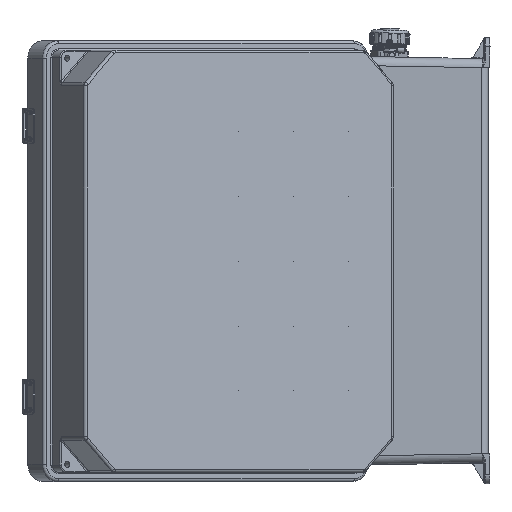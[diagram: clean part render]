
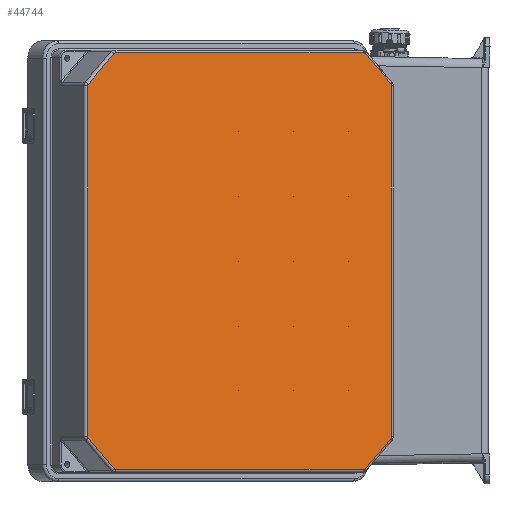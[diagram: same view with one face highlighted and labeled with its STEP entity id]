
A CAD part, left-side view. The second image highlights one B-rep face of the part: STEP entity #44744.
In plain terms, the highlighted face is planar.
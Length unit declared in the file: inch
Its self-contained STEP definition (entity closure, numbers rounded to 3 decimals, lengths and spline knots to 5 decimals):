
#343 = VECTOR ( 'NONE', #64572, 39.37008 ) ;
#509 = DIRECTION ( 'NONE',  ( 0., -1., 0. ) ) ;
#2859 = ORIENTED_EDGE ( 'NONE', *, *, #46950, .F. ) ;
#2936 = CARTESIAN_POINT ( 'NONE',  ( 5.09763, 3.24803, -0.42126 ) ) ;
#3436 = CARTESIAN_POINT ( 'NONE',  ( -5.09763, 3.24803, -14.8937 ) ) ;
#3789 = DIRECTION ( 'NONE',  ( 0., 0., -1. ) ) ;
#3848 = ORIENTED_EDGE ( 'NONE', *, *, #56439, .T. ) ;
#4404 = EDGE_CURVE ( 'NONE', #14564, #26159, #63674, .T. ) ;
#4743 = CARTESIAN_POINT ( 'NONE',  ( 5.09763, 3.24803, -0.5 ) ) ;
#4875 = VECTOR ( 'NONE', #54262, 39.37008 ) ;
#6034 = VECTOR ( 'NONE', #51123, 39.37008 ) ;
#6278 = EDGE_CURVE ( 'NONE', #49450, #17647, #32722, .T. ) ;
#6306 = VERTEX_POINT ( 'NONE', #11218 ) ;
#6384 = CARTESIAN_POINT ( 'NONE',  ( -5.1533, 3.24803, -0.44432 ) ) ;
#7224 = CARTESIAN_POINT ( 'NONE',  ( -6.21316, 3.24803, -13.81078 ) ) ;
#7369 = EDGE_CURVE ( 'NONE', #65174, #45487, #27070, .T. ) ;
#7595 = ORIENTED_EDGE ( 'NONE', *, *, #27042, .T. ) ;
#7940 = DIRECTION ( 'NONE',  ( 0.707, 0., -0.707 ) ) ;
#8060 = VECTOR ( 'NONE', #29438, 39.37008 ) ;
#8094 = EDGE_CURVE ( 'NONE', #49446, #36696, #18335, .T. ) ;
#8228 = VERTEX_POINT ( 'NONE', #63251 ) ;
#8854 = DIRECTION ( 'NONE',  ( 0., 1., 0. ) ) ;
#8900 = DIRECTION ( 'NONE',  ( 1., 0., 0. ) ) ;
#9808 = DIRECTION ( 'NONE',  ( 0., 0., 1. ) ) ;
#11218 = CARTESIAN_POINT ( 'NONE',  ( -6.23622, 3.24803, -13.75511 ) ) ;
#12387 = CIRCLE ( 'NONE', #36263, 0.07874 ) ;
#13189 = DIRECTION ( 'NONE',  ( 0., 1., 0. ) ) ;
#13196 = VECTOR ( 'NONE', #7940, 39.37008 ) ;
#13625 = AXIS2_PLACEMENT_3D ( 'NONE', #23555, #58669, #28582 ) ;
#14243 = CARTESIAN_POINT ( 'NONE',  ( 5.09763, 3.24803, -14.81496 ) ) ;
#14564 = VERTEX_POINT ( 'NONE', #60222 ) ;
#14810 = DIRECTION ( 'NONE',  ( 0., 1., 0. ) ) ;
#15734 = EDGE_CURVE ( 'NONE', #15762, #42553, #29659, .T. ) ;
#15762 = VERTEX_POINT ( 'NONE', #29407 ) ;
#15776 = AXIS2_PLACEMENT_3D ( 'NONE', #64000, #33878, #3789 ) ;
#16647 = EDGE_CURVE ( 'NONE', #49446, #65174, #29608, .T. ) ;
#17585 = EDGE_CURVE ( 'NONE', #26159, #6306, #49055, .T. ) ;
#17647 = VERTEX_POINT ( 'NONE', #34479 ) ;
#18118 = CARTESIAN_POINT ( 'NONE',  ( 6.23622, 3.24803, -1.55985 ) ) ;
#18335 = LINE ( 'NONE', #51787, #56821 ) ;
#19316 = DIRECTION ( 'NONE',  ( 0., 0., -1. ) ) ;
#19914 = AXIS2_PLACEMENT_3D ( 'NONE', #14243, #49341, #19316 ) ;
#21110 = CARTESIAN_POINT ( 'NONE',  ( 6.23622, 3.24803, -7.65748 ) ) ;
#21161 = ORIENTED_EDGE ( 'NONE', *, *, #7369, .F. ) ;
#21973 = AXIS2_PLACEMENT_3D ( 'NONE', #49488, #24274, #59648 ) ;
#22617 = ORIENTED_EDGE ( 'NONE', *, *, #51511, .T. ) ;
#22980 = LINE ( 'NONE', #58858, #8060 ) ;
#23310 = VERTEX_POINT ( 'NONE', #53122 ) ;
#23555 = CARTESIAN_POINT ( 'NONE',  ( -5.09763, 3.24803, -0.5 ) ) ;
#24274 = DIRECTION ( 'NONE',  ( 0., 1., 0. ) ) ;
#24987 = LINE ( 'NONE', #63031, #13196 ) ;
#25255 = ORIENTED_EDGE ( 'NONE', *, *, #17585, .T. ) ;
#25593 = CARTESIAN_POINT ( 'NONE',  ( 6.21316, 3.24803, -1.50418 ) ) ;
#26134 = CARTESIAN_POINT ( 'NONE',  ( -6.21316, 3.24803, -1.50418 ) ) ;
#26159 = VERTEX_POINT ( 'NONE', #35509 ) ;
#27042 = EDGE_CURVE ( 'NONE', #23310, #53918, #24987, .T. ) ;
#27070 = LINE ( 'NONE', #44537, #343 ) ;
#28582 = DIRECTION ( 'NONE',  ( 0., 0., 1. ) ) ;
#29407 = CARTESIAN_POINT ( 'NONE',  ( 5.09763, 3.24803, -14.8937 ) ) ;
#29438 = DIRECTION ( 'NONE',  ( 0.707, 0., 0.707 ) ) ;
#29608 = CIRCLE ( 'NONE', #13625, 0.07874 ) ;
#29659 = CIRCLE ( 'NONE', #19914, 0.07874 ) ;
#30590 = ORIENTED_EDGE ( 'NONE', *, *, #6278, .T. ) ;
#30602 = CARTESIAN_POINT ( 'NONE',  ( -6.15748, 3.24803, -1.55985 ) ) ;
#31246 = ORIENTED_EDGE ( 'NONE', *, *, #45272, .F. ) ;
#31585 = LINE ( 'NONE', #44150, #4875 ) ;
#32274 = EDGE_CURVE ( 'NONE', #63812, #15762, #46428, .T. ) ;
#32722 = LINE ( 'NONE', #21110, #6034 ) ;
#33665 = CARTESIAN_POINT ( 'NONE',  ( 5.09763, 3.24803, -14.8937 ) ) ;
#33878 = DIRECTION ( 'NONE',  ( 0., -1., 0. ) ) ;
#34479 = CARTESIAN_POINT ( 'NONE',  ( 6.23622, 3.24803, -13.75511 ) ) ;
#35509 = CARTESIAN_POINT ( 'NONE',  ( -6.21316, 3.24803, -13.81078 ) ) ;
#35567 = EDGE_CURVE ( 'NONE', #36696, #23310, #58213, .T. ) ;
#35629 = DIRECTION ( 'NONE',  ( 0., 0., 1. ) ) ;
#36263 = AXIS2_PLACEMENT_3D ( 'NONE', #30602, #509, #35629 ) ;
#36696 = VERTEX_POINT ( 'NONE', #2936 ) ;
#36931 = VECTOR ( 'NONE', #42286, 39.37008 ) ;
#38586 = CARTESIAN_POINT ( 'NONE',  ( -6.23622, 3.24803, -1.55985 ) ) ;
#38841 = CARTESIAN_POINT ( 'NONE',  ( -6.15748, 3.24803, -13.75511 ) ) ;
#39820 = DIRECTION ( 'NONE',  ( 0., 1., 0. ) ) ;
#39959 = AXIS2_PLACEMENT_3D ( 'NONE', #44862, #14810, #49897 ) ;
#42286 = DIRECTION ( 'NONE',  ( -0.707, 0., 0.707 ) ) ;
#42553 = VERTEX_POINT ( 'NONE', #64748 ) ;
#42942 = ORIENTED_EDGE ( 'NONE', *, *, #16647, .F. ) ;
#43120 = CARTESIAN_POINT ( 'NONE',  ( -5.09763, 3.24803, -0.42126 ) ) ;
#43280 = CARTESIAN_POINT ( 'NONE',  ( -5.09763, 3.24803, -14.81496 ) ) ;
#43921 = DIRECTION ( 'NONE',  ( 0., 0., -1. ) ) ;
#44150 = CARTESIAN_POINT ( 'NONE',  ( -6.23622, 3.24803, -7.65748 ) ) ;
#44537 = CARTESIAN_POINT ( 'NONE',  ( -6.21316, 3.24803, -1.50418 ) ) ;
#44744 = ADVANCED_FACE ( 'NONE', ( #47394 ), #54564, .T. ) ;
#44862 = CARTESIAN_POINT ( 'NONE',  ( 6.15748, 3.24803, -1.55985 ) ) ;
#45272 = EDGE_CURVE ( 'NONE', #50754, #6306, #31585, .T. ) ;
#45487 = VERTEX_POINT ( 'NONE', #26134 ) ;
#45717 = CIRCLE ( 'NONE', #47060, 0.07874 ) ;
#46428 = LINE ( 'NONE', #33665, #59829 ) ;
#46950 = EDGE_CURVE ( 'NONE', #8228, #17647, #56757, .T. ) ;
#47060 = AXIS2_PLACEMENT_3D ( 'NONE', #43280, #13189, #48302 ) ;
#47394 = FACE_OUTER_BOUND ( 'NONE', #52561, .T. ) ;
#48155 = ORIENTED_EDGE ( 'NONE', *, *, #15734, .F. ) ;
#48302 = DIRECTION ( 'NONE',  ( 0., 0., -1. ) ) ;
#48605 = ORIENTED_EDGE ( 'NONE', *, *, #35567, .T. ) ;
#49055 = CIRCLE ( 'NONE', #55755, 0.07874 ) ;
#49122 = ORIENTED_EDGE ( 'NONE', *, *, #63511, .F. ) ;
#49341 = DIRECTION ( 'NONE',  ( 0., -1., 0. ) ) ;
#49446 = VERTEX_POINT ( 'NONE', #43120 ) ;
#49450 = VERTEX_POINT ( 'NONE', #18118 ) ;
#49488 = CARTESIAN_POINT ( 'NONE',  ( 0., 3.24803, -0.32283 ) ) ;
#49897 = DIRECTION ( 'NONE',  ( 0., 0., 1. ) ) ;
#50754 = VERTEX_POINT ( 'NONE', #38586 ) ;
#51123 = DIRECTION ( 'NONE',  ( 0., 0., -1. ) ) ;
#51511 = EDGE_CURVE ( 'NONE', #53918, #49450, #52460, .T. ) ;
#51787 = CARTESIAN_POINT ( 'NONE',  ( 5.09763, 3.24803, -0.42126 ) ) ;
#52460 = CIRCLE ( 'NONE', #39959, 0.07874 ) ;
#52561 = EDGE_LOOP ( 'NONE', ( #22617, #30590, #2859, #49122, #48155, #54464, #3848, #60174, #25255, #31246, #54568, #21161, #42942, #53923, #48605, #7595 ) ) ;
#53122 = CARTESIAN_POINT ( 'NONE',  ( 5.1533, 3.24803, -0.44432 ) ) ;
#53918 = VERTEX_POINT ( 'NONE', #25593 ) ;
#53923 = ORIENTED_EDGE ( 'NONE', *, *, #8094, .T. ) ;
#54262 = DIRECTION ( 'NONE',  ( 0., 0., -1. ) ) ;
#54338 = AXIS2_PLACEMENT_3D ( 'NONE', #4743, #39820, #9808 ) ;
#54464 = ORIENTED_EDGE ( 'NONE', *, *, #32274, .F. ) ;
#54564 = PLANE ( 'NONE',  #21973 ) ;
#54568 = ORIENTED_EDGE ( 'NONE', *, *, #59398, .F. ) ;
#55755 = AXIS2_PLACEMENT_3D ( 'NONE', #38841, #8854, #43921 ) ;
#56439 = EDGE_CURVE ( 'NONE', #63812, #14564, #45717, .T. ) ;
#56757 = CIRCLE ( 'NONE', #15776, 0.07874 ) ;
#56821 = VECTOR ( 'NONE', #56886, 39.37008 ) ;
#56886 = DIRECTION ( 'NONE',  ( 1., 0., 0. ) ) ;
#58213 = CIRCLE ( 'NONE', #54338, 0.07874 ) ;
#58669 = DIRECTION ( 'NONE',  ( 0., -1., 0. ) ) ;
#58858 = CARTESIAN_POINT ( 'NONE',  ( 6.21316, 3.24803, -13.81078 ) ) ;
#59398 = EDGE_CURVE ( 'NONE', #45487, #50754, #12387, .T. ) ;
#59648 = DIRECTION ( 'NONE',  ( 0., 0., 1. ) ) ;
#59829 = VECTOR ( 'NONE', #8900, 39.37008 ) ;
#60174 = ORIENTED_EDGE ( 'NONE', *, *, #4404, .T. ) ;
#60222 = CARTESIAN_POINT ( 'NONE',  ( -5.1533, 3.24803, -14.87064 ) ) ;
#63031 = CARTESIAN_POINT ( 'NONE',  ( 6.21316, 3.24803, -1.50418 ) ) ;
#63251 = CARTESIAN_POINT ( 'NONE',  ( 6.21316, 3.24803, -13.81078 ) ) ;
#63511 = EDGE_CURVE ( 'NONE', #42553, #8228, #22980, .T. ) ;
#63674 = LINE ( 'NONE', #7224, #36931 ) ;
#63812 = VERTEX_POINT ( 'NONE', #3436 ) ;
#64000 = CARTESIAN_POINT ( 'NONE',  ( 6.15748, 3.24803, -13.75511 ) ) ;
#64572 = DIRECTION ( 'NONE',  ( -0.707, 0., -0.707 ) ) ;
#64748 = CARTESIAN_POINT ( 'NONE',  ( 5.1533, 3.24803, -14.87064 ) ) ;
#65174 = VERTEX_POINT ( 'NONE', #6384 ) ;
